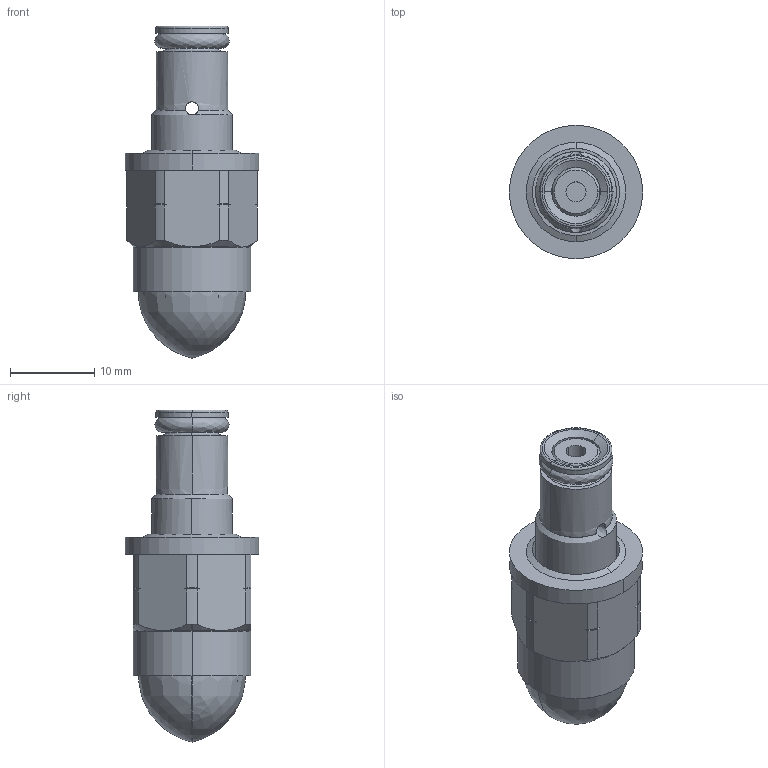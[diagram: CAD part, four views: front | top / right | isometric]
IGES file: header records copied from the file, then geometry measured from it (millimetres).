
Start section:  PTC IGES file: ilcm47020371.igs
Global section: file name: ilcm47020371.igs; native system: Pro/ENGINEER by Parametric Technology Corporation; preprocessor: 2007460; author: KR; organization: Unknown; date: 20110801.140248; units: millimetre
Bounding box: 15.88 x 15.88 x 39.52 mm (x, y, z)
Surface area: 2954.8 mm2 (no closed solid volume)
Topology: 0 solids, 0 shells, 125 faces, 622 edges, 616 vertices
Faces by surface type: revolution 84, bspline 41
